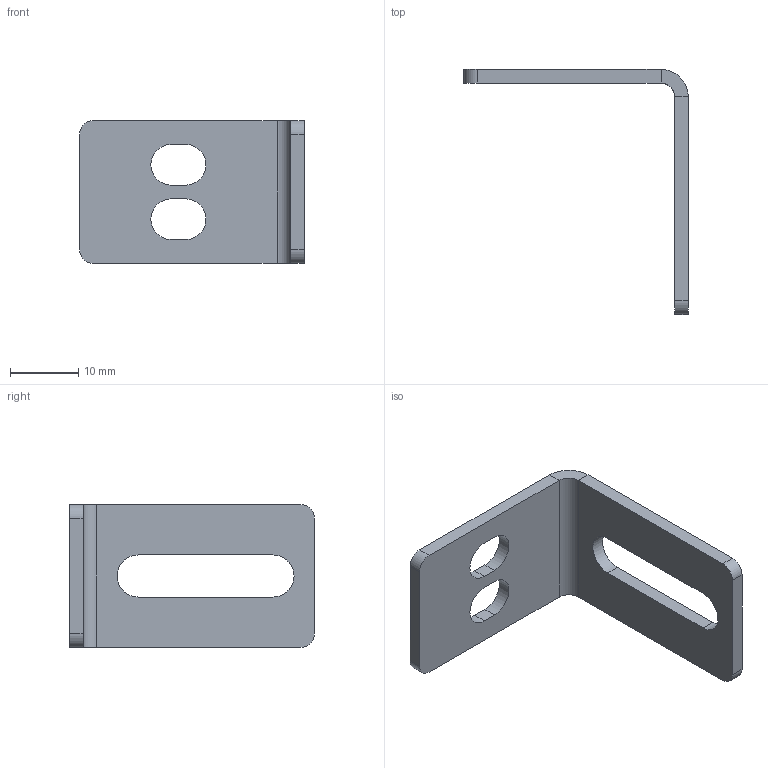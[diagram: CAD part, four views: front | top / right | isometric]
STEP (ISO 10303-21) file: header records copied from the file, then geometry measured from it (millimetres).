
FILE_DESCRIPTION (( 'STEP AP214' ), '1' );
FILE_NAME ('Ñáîðêà1.STEP', '2024-03-27T14:04:52', ( '' ), ( '' ), 'SwSTEP 2.0', 'SolidWorks 2022', '' );
FILE_SCHEMA (( 'AUTOMOTIVE_DESIGN' ));
Length unit declared in the file: millimetre
Products named in the file (2): Сборка1; A639 Крепление для кабель-канала B653 SNSS.00.074_1
Assembly tree (1 placements, depth 2):
  Сборка1
    A639 Крепление для кабель-канала B653 SNSS.00.074_1
Bounding box: 33 x 36 x 21 mm (x, y, z)
Volume: 2283.7 mm3; surface area: 2834 mm2
Topology: 1 solids, 1 shells, 33 faces, 85 edges, 54 vertices
Faces by surface type: plane 18, cylinder 15
Entity records: 1083 total; most frequent: DIRECTION 189, CARTESIAN_POINT 176, ORIENTED_EDGE 170, EDGE_CURVE 85, AXIS2_PLACEMENT_3D 67, VECTOR 55, LINE 55, VERTEX_POINT 54
